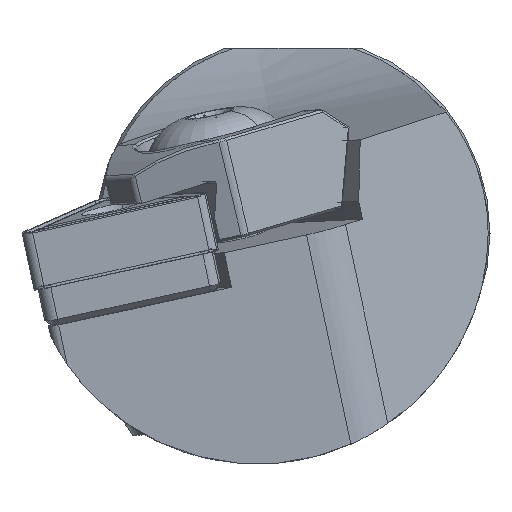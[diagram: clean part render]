
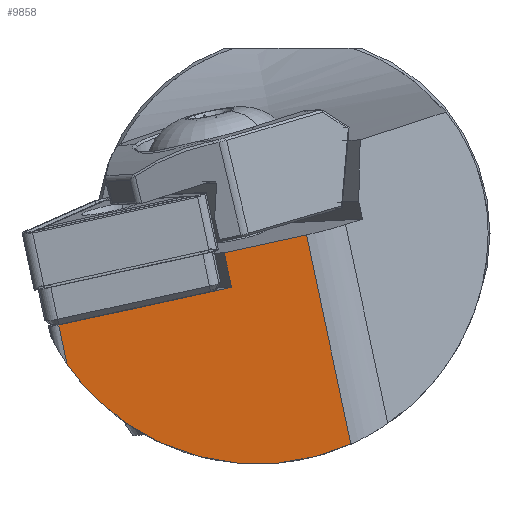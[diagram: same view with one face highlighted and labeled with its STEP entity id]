
A CAD part, left-side view. The second image highlights one B-rep face of the part: STEP entity #9858.
In plain terms, the highlighted planar face has unit normal (-0.993, -0.072, -0.091).
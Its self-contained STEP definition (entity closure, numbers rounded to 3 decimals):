
#106 = VECTOR ( 'NONE', #7630, 1000. ) ;
#212 = LINE ( 'NONE', #10141, #7253 ) ;
#541 = CARTESIAN_POINT ( 'NONE',  ( -177.225, -19.84, -24.289 ) ) ;
#619 = DIRECTION ( 'NONE',  ( -0.105, 0.207, 0.973 ) ) ;
#654 = EDGE_CURVE ( 'NONE', #11085, #11981, #7136, .T. ) ;
#744 = CARTESIAN_POINT ( 'NONE',  ( -136.113, -90.684, -415.144 ) ) ;
#1390 = CARTESIAN_POINT ( 'NONE',  ( -178.778, -24.845, -3.472 ) ) ;
#1461 = VERTEX_POINT ( 'NONE', #7714 ) ;
#1591 = CARTESIAN_POINT ( 'NONE',  ( -179.863, -4.141, -7.99 ) ) ;
#1665 = DIRECTION ( 'NONE',  ( 0.092, 0., -0.996 ) ) ;
#1705 = PLANE ( 'NONE',  #7171 ) ;
#1756 = ORIENTED_EDGE ( 'NONE', *, *, #654, .F. ) ;
#2248 = VERTEX_POINT ( 'NONE', #1390 ) ;
#2429 = VECTOR ( 'NONE', #5494, 1000. ) ;
#2604 = CARTESIAN_POINT ( 'NONE',  ( -176.952, -28.457, -20.463 ) ) ;
#2656 = EDGE_CURVE ( 'NONE', #10653, #6333, #212, .T. ) ;
#2711 = VECTOR ( 'NONE', #11875, 1000. ) ;
#3097 = EDGE_CURVE ( 'NONE', #1461, #2248, #11889, .T. ) ;
#3489 = CARTESIAN_POINT ( 'NONE',  ( -178.118, -10.766, -21.733 ) ) ;
#3493 = CARTESIAN_POINT ( 'NONE',  ( -179.22, -5.412, -13.973 ) ) ;
#3703 = DIRECTION ( 'NONE',  ( 0.051, -0.976, 0.213 ) ) ;
#3768 = VECTOR ( 'NONE', #619, 1000. ) ;
#4401 = LINE ( 'NONE', #5922, #106 ) ;
#4706 = ORIENTED_EDGE ( 'NONE', *, *, #8446, .F. ) ;
#5335 = CARTESIAN_POINT ( 'NONE',  ( -135.028, -111.389, -410.626 ) ) ;
#5494 = DIRECTION ( 'NONE',  ( -0.105, 0.207, 0.973 ) ) ;
#5922 = CARTESIAN_POINT ( 'NONE',  ( -135.378, -104.711, -412.083 ) ) ;
#6333 = VERTEX_POINT ( 'NONE', #9645 ) ;
#7136 =( BOUNDED_CURVE ( )  B_SPLINE_CURVE ( 3, ( #11901, #541, #3489, #10789 ),
 .UNSPECIFIED., .F., .F. ) 
 B_SPLINE_CURVE_WITH_KNOTS ( ( 4, 4 ),
 ( 3.391, 4.776 ),
 .UNSPECIFIED. ) 
 CURVE ( )  GEOMETRIC_REPRESENTATION_ITEM ( )  RATIONAL_B_SPLINE_CURVE ( ( 1., 0.846, 0.846, 1. ) ) 
 REPRESENTATION_ITEM ( '' )  );
#7171 = AXIS2_PLACEMENT_3D ( 'NONE', #11000, #8257, #1665 ) ;
#7253 = VECTOR ( 'NONE', #3703, 1000. ) ;
#7630 = DIRECTION ( 'NONE',  ( -0.105, 0.207, 0.973 ) ) ;
#7714 = CARTESIAN_POINT ( 'NONE',  ( -179.128, -18.168, -4.929 ) ) ;
#7810 = ORIENTED_EDGE ( 'NONE', *, *, #11584, .T. ) ;
#8257 = DIRECTION ( 'NONE',  ( 0.993, 0.072, 0.091 ) ) ;
#8446 = EDGE_CURVE ( 'NONE', #6333, #1461, #4401, .T. ) ;
#9141 = FACE_OUTER_BOUND ( 'NONE', #10876, .T. ) ;
#9178 = LINE ( 'NONE', #5335, #3768 ) ;
#9645 = CARTESIAN_POINT ( 'NONE',  ( -178.827, -18.763, -7.731 ) ) ;
#9858 = ADVANCED_FACE ( 'NONE', ( #9141 ), #1705, .F. ) ;
#9956 = EDGE_CURVE ( 'NONE', #11981, #10653, #10569, .T. ) ;
#10141 = CARTESIAN_POINT ( 'NONE',  ( -179.562, -4.736, -10.792 ) ) ;
#10401 = ORIENTED_EDGE ( 'NONE', *, *, #3097, .F. ) ;
#10569 = LINE ( 'NONE', #744, #2429 ) ;
#10653 = VERTEX_POINT ( 'NONE', #10670 ) ;
#10670 = CARTESIAN_POINT ( 'NONE',  ( -179.562, -4.736, -10.792 ) ) ;
#10704 = ORIENTED_EDGE ( 'NONE', *, *, #9956, .F. ) ;
#10789 = CARTESIAN_POINT ( 'NONE',  ( -179.22, -5.412, -13.973 ) ) ;
#10876 = EDGE_LOOP ( 'NONE', ( #4706, #11632, #10704, #1756, #7810, #10401 ) ) ;
#11000 = CARTESIAN_POINT ( 'NONE',  ( -136.113, -90.684, -415.144 ) ) ;
#11085 = VERTEX_POINT ( 'NONE', #2604 ) ;
#11584 = EDGE_CURVE ( 'NONE', #11085, #2248, #9178, .T. ) ;
#11632 = ORIENTED_EDGE ( 'NONE', *, *, #2656, .F. ) ;
#11875 = DIRECTION ( 'NONE',  ( 0.051, -0.976, 0.213 ) ) ;
#11889 = LINE ( 'NONE', #1591, #2711 ) ;
#11901 = CARTESIAN_POINT ( 'NONE',  ( -176.952, -28.457, -20.463 ) ) ;
#11981 = VERTEX_POINT ( 'NONE', #3493 ) ;
